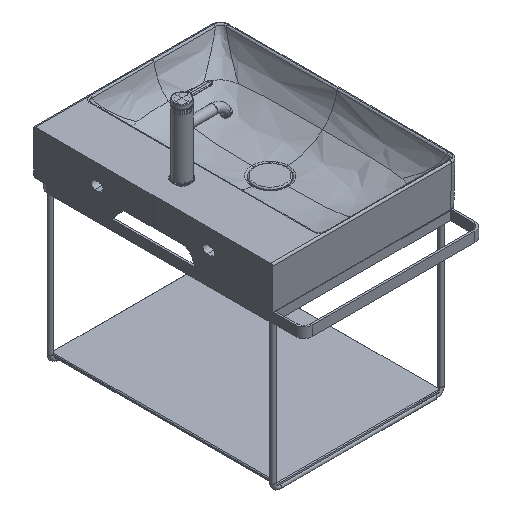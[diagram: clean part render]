
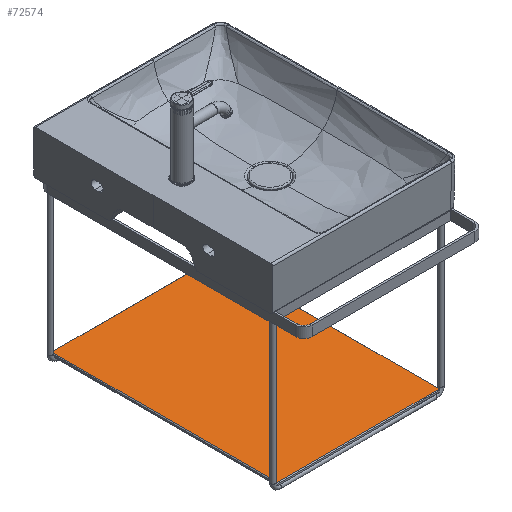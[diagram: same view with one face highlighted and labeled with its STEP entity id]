
A CAD part, isometric view. The second image highlights one B-rep face of the part: STEP entity #72574.
In plain terms, the highlighted planar face has unit normal (0, 0, 1).
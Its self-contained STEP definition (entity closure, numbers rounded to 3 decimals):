
#72160=CARTESIAN_POINT('',(546.405,12.181,8.0));
#72161=VERTEX_POINT('',#72160);
#72268=CARTESIAN_POINT('',(-19.095,-393.319,8.0));
#72269=VERTEX_POINT('',#72268);
#72322=CARTESIAN_POINT('',(546.405,-393.319,8.0));
#72323=VERTEX_POINT('',#72322);
#72382=CARTESIAN_POINT('',(546.405,12.181,8.0));
#72383=DIRECTION('',(0.0,-1.0,0.0));
#72384=VECTOR('',#72383,405.5);
#72385=LINE('',#72382,#72384);
#72386=EDGE_CURVE('',#72161,#72323,#72385,.T.);
#72404=CARTESIAN_POINT('',(546.405,-393.319,8.0));
#72405=DIRECTION('',(-1.0,0.0,0.0));
#72406=VECTOR('',#72405,565.5);
#72407=LINE('',#72404,#72406);
#72408=EDGE_CURVE('',#72323,#72269,#72407,.T.);
#72427=CARTESIAN_POINT('',(-19.095,12.181,8.0));
#72428=VERTEX_POINT('',#72427);
#72429=CARTESIAN_POINT('',(-19.095,-393.319,8.0));
#72430=DIRECTION('',(0.0,1.0,0.0));
#72431=VECTOR('',#72430,405.5);
#72432=LINE('',#72429,#72431);
#72433=EDGE_CURVE('',#72269,#72428,#72432,.T.);
#72471=CARTESIAN_POINT('',(-19.095,12.181,8.0));
#72472=DIRECTION('',(1.0,0.0,0.0));
#72473=VECTOR('',#72472,565.5);
#72474=LINE('',#72471,#72473);
#72475=EDGE_CURVE('',#72428,#72161,#72474,.T.);
#72563=CARTESIAN_POINT('',(263.655,-190.569,8.0));
#72564=DIRECTION('',(0.0,0.0,1.0));
#72565=DIRECTION('',(1.0,0.0,0.0));
#72566=AXIS2_PLACEMENT_3D('',#72563,#72564,#72565);
#72567=PLANE('',#72566);
#72568=ORIENTED_EDGE('',*,*,#72386,.F.);
#72569=ORIENTED_EDGE('',*,*,#72475,.F.);
#72570=ORIENTED_EDGE('',*,*,#72433,.F.);
#72571=ORIENTED_EDGE('',*,*,#72408,.F.);
#72572=EDGE_LOOP('',(#72568,#72569,#72570,#72571));
#72573=FACE_OUTER_BOUND('',#72572,.T.);
#72574=ADVANCED_FACE('',(#72573),#72567,.T.);
